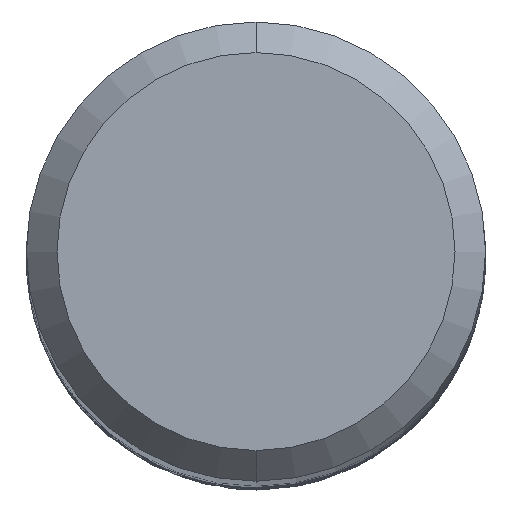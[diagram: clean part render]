
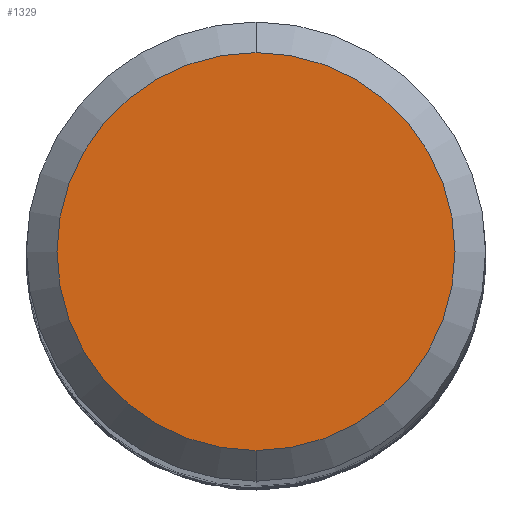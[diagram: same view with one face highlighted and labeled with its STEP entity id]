
A CAD part, top view. The second image highlights one B-rep face of the part: STEP entity #1329.
In plain terms, the highlighted planar face has unit normal (0, 0, 1).
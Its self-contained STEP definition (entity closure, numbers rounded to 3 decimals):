
#1329=ADVANCED_FACE('',(#3729),#3730,.T.);
#1517=EDGE_CURVE('',#2583,#3155,#3933,.T.);
#2583=VERTEX_POINT('',#5086);
#3155=VERTEX_POINT('',#5700);
#3383=EDGE_CURVE('',#3155,#2583,#5951,.T.);
#3729=FACE_OUTER_BOUND('',#7970,.T.);
#3730=PLANE('',#7971);
#3933=CIRCLE('',#9841,2.6);
#5086=CARTESIAN_POINT('',(0.0,2.6,0.0));
#5700=CARTESIAN_POINT('',(0.,-2.6,0.0));
#5951=CIRCLE('',#27394,2.6);
#7970=EDGE_LOOP('',(#30313,#30314));
#7971=AXIS2_PLACEMENT_3D('',#30315,#30316,#30317);
#9841=AXIS2_PLACEMENT_3D('',#30487,#30488,#30489);
#27394=AXIS2_PLACEMENT_3D('',#32602,#32603,#32604);
#30313=ORIENTED_EDGE('',*,*,#1517,.F.);
#30314=ORIENTED_EDGE('',*,*,#3383,.F.);
#30315=CARTESIAN_POINT('',(0.0,1.3,0.0));
#30316=DIRECTION('',(-0.0,0.0,1.0));
#30317=DIRECTION('',(0.0,-1.0,0.0));
#30487=CARTESIAN_POINT('',(0.0,0.0,0.0));
#30488=DIRECTION('',(0.0,0.0,-1.0));
#30489=DIRECTION('',(0.0,1.0,0.0));
#32602=CARTESIAN_POINT('',(0.0,0.0,0.0));
#32603=DIRECTION('',(0.0,0.0,-1.0));
#32604=DIRECTION('',(0.0,1.0,0.0));
